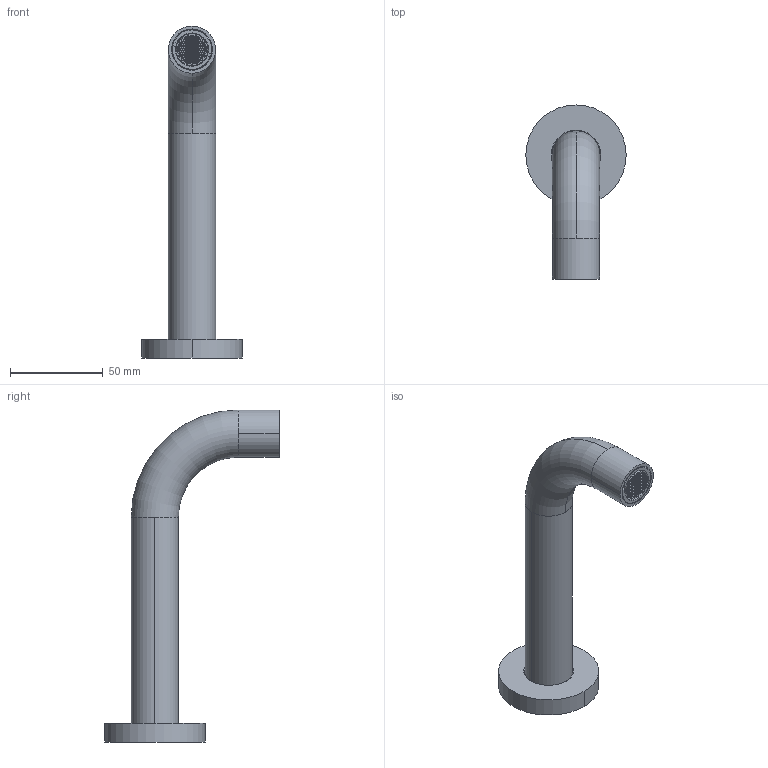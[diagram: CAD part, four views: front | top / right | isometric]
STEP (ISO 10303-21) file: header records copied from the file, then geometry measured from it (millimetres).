
FILE_DESCRIPTION (( 'STEP AP214' ), '1' );
FILE_NAME ('SUSSEX_SCALA_S25WOC160_25mm_wall_outlet_curved_160_shell.STEP', '2021-05-11T03:47:01', ( '' ), ( '' ), 'SwSTEP 2.0', 'SolidWorks 2020', '' );
FILE_SCHEMA (( 'AUTOMOTIVE_DESIGN' ));
Length unit declared in the file: millimetre
Products named in the file (1): SUSSEX_SCALA_S25WOC160_25mm_wall_outlet_curved_160_shell
Bounding box: 54 x 94 x 178.7 mm (x, y, z)
Volume: 39521.2 mm3; surface area: 42718.3 mm2
Topology: 4 solids, 4 shells, 1224 faces, 3245 edges, 2148 vertices
Faces by surface type: plane 1103, cylinder 74, cone 41, torus 4, bspline 2
Entity records: 51546 total; most frequent: CARTESIAN_POINT 7360, ORIENTED_EDGE 6490, DIRECTION 5940, EDGE_CURVE 3245, LINE 2916, VECTOR 2916, VERTEX_POINT 2148, AXIS2_PLACEMENT_3D 1512
